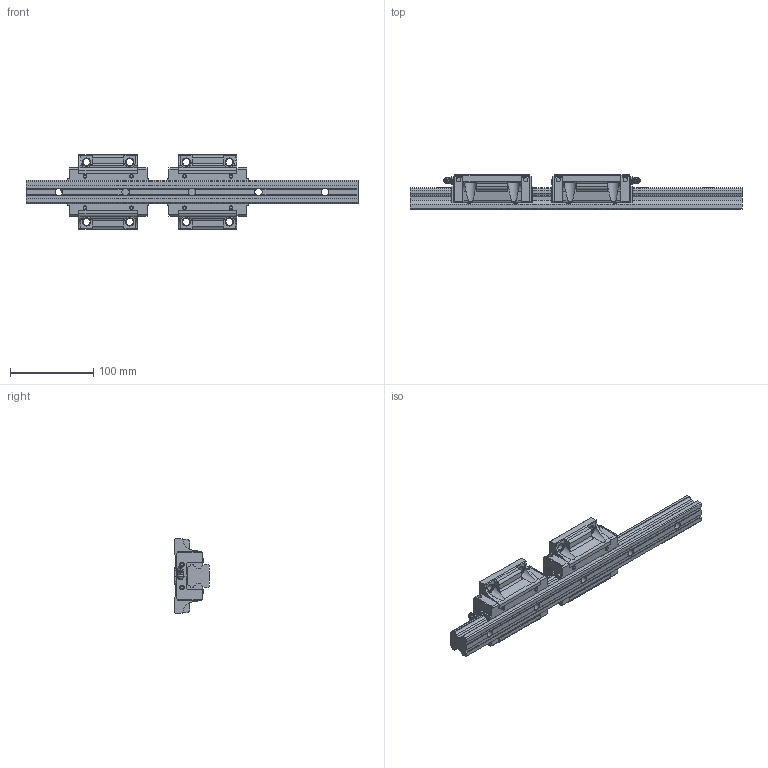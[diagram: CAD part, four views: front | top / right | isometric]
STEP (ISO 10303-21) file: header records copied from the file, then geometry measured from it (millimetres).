
FILE_DESCRIPTION (( 'STEP AP203' ), '1' );
FILE_NAME ('HSR30C2SS-400L.STEP', '2024-10-17T22:33:07', ( 'User' ), ( '' ), 'SwSTEP 2.0', 'SolidWorks 2023', '' );
FILE_SCHEMA (( 'CONFIG_CONTROL_DESIGN' ));
Length unit declared in the file: millimetre
Products named in the file (4): HSR30CSSB-M6F1 Slider-1; HSR30C2SS-400L; HSR30C140040 Rail; hsr_ftht_B-M6F_grease_nipple_joint
Assembly tree (5 placements, depth 2):
  HSR30C2SS-400L
    HSR30C140040 Rail
    HSR30CSSB-M6F1 Slider-1  x2
    hsr_ftht_B-M6F_grease_nipple_joint  x2
Bounding box: 400 x 42 x 90 mm (x, y, z)
Volume: 587359.8 mm3; surface area: 113902.3 mm2
Topology: 5 solids, 5 shells, 722 faces, 1912 edges, 1224 vertices
Faces by surface type: plane 426, cylinder 168, cone 72, torus 44, sphere 12
Entity records: 15799 total; most frequent: CARTESIAN_POINT 5751, ORIENTED_EDGE 2114, DIRECTION 1778, EDGE_CURVE 1057, VERTEX_POINT 684, VECTOR 682, LINE 682, AXIS2_PLACEMENT_3D 548
